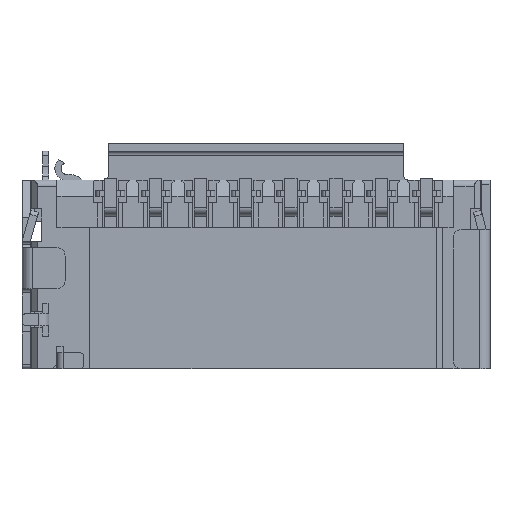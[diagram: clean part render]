
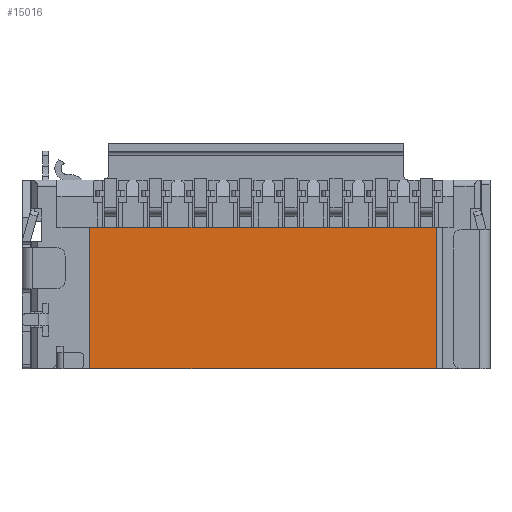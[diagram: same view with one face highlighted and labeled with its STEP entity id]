
A CAD part, front view. The second image highlights one B-rep face of the part: STEP entity #15016.
In plain terms, the highlighted planar face has unit normal (0, -1, 0).
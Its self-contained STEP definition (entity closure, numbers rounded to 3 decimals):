
#900 = DIRECTION ( 'NONE',  ( 0., 0., 1. ) ) ;
#2730 = DIRECTION ( 'NONE',  ( -1., 0., 0. ) ) ;
#5389 = DIRECTION ( 'NONE',  ( 0., 0., -1. ) ) ;
#5593 = AXIS2_PLACEMENT_3D ( 'NONE', #18540, #7727, #5389 ) ;
#6024 = EDGE_CURVE ( 'NONE', #25686, #34266, #8124, .T. ) ;
#6451 = CARTESIAN_POINT ( 'NONE',  ( -4.35, -0.9, -2.3 ) ) ;
#6933 = VERTEX_POINT ( 'NONE', #11604 ) ;
#7579 = ORIENTED_EDGE ( 'NONE', *, *, #6024, .T. ) ;
#7727 = DIRECTION ( 'NONE',  ( 0., -1., 0. ) ) ;
#8124 = LINE ( 'NONE', #6451, #33734 ) ;
#11572 = CARTESIAN_POINT ( 'NONE',  ( -4.35, -0.9, -2.3 ) ) ;
#11604 = CARTESIAN_POINT ( 'NONE',  ( 4.1, -0.9, 1.15 ) ) ;
#12741 = VERTEX_POINT ( 'NONE', #18317 ) ;
#14596 = CARTESIAN_POINT ( 'NONE',  ( 4.1, -0.9, -2.3 ) ) ;
#15016 = ADVANCED_FACE ( 'NONE', ( #31347 ), #18657, .T. ) ;
#15173 = CARTESIAN_POINT ( 'NONE',  ( -4.35, -0.9, -2.3 ) ) ;
#18317 = CARTESIAN_POINT ( 'NONE',  ( -4.35, -0.9, 1.15 ) ) ;
#18459 = EDGE_LOOP ( 'NONE', ( #32612, #29249, #34879, #7579 ) ) ;
#18540 = CARTESIAN_POINT ( 'NONE',  ( -4.35, -0.9, -2.3 ) ) ;
#18657 = PLANE ( 'NONE',  #5593 ) ;
#18853 = CARTESIAN_POINT ( 'NONE',  ( 4.1, -0.9, 1.15 ) ) ;
#18989 = EDGE_CURVE ( 'NONE', #6933, #12741, #22695, .T. ) ;
#19549 = CARTESIAN_POINT ( 'NONE',  ( 4.1, -0.9, 1.15 ) ) ;
#19659 = EDGE_CURVE ( 'NONE', #25686, #12741, #28875, .T. ) ;
#22695 = LINE ( 'NONE', #18853, #31979 ) ;
#24936 = DIRECTION ( 'NONE',  ( 0., 0., -1. ) ) ;
#25686 = VERTEX_POINT ( 'NONE', #15173 ) ;
#28875 = LINE ( 'NONE', #11572, #29280 ) ;
#29249 = ORIENTED_EDGE ( 'NONE', *, *, #18989, .T. ) ;
#29280 = VECTOR ( 'NONE', #900, 1000. ) ;
#30495 = LINE ( 'NONE', #19549, #31344 ) ;
#31344 = VECTOR ( 'NONE', #24936, 1000. ) ;
#31347 = FACE_OUTER_BOUND ( 'NONE', #18459, .T. ) ;
#31979 = VECTOR ( 'NONE', #2730, 1000. ) ;
#32612 = ORIENTED_EDGE ( 'NONE', *, *, #34553, .F. ) ;
#33453 = DIRECTION ( 'NONE',  ( 1., 0., 0. ) ) ;
#33734 = VECTOR ( 'NONE', #33453, 1000. ) ;
#34266 = VERTEX_POINT ( 'NONE', #14596 ) ;
#34553 = EDGE_CURVE ( 'NONE', #6933, #34266, #30495, .T. ) ;
#34879 = ORIENTED_EDGE ( 'NONE', *, *, #19659, .F. ) ;
